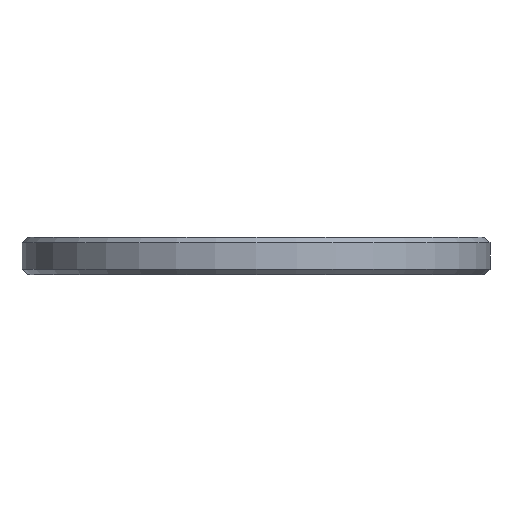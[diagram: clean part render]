
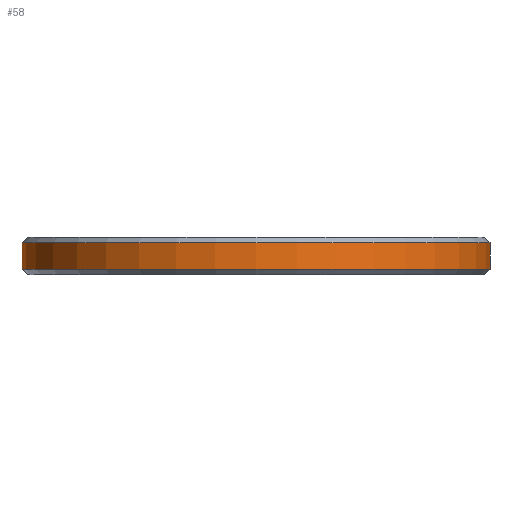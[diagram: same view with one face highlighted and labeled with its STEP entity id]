
A CAD part, front view. The second image highlights one B-rep face of the part: STEP entity #58.
In plain terms, the highlighted cylindrical face has radius 29 mm (diameter 58 mm), a full revolution.
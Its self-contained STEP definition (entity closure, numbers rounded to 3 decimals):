
#58 = ADVANCED_FACE('',(#59),#73,.T.);
#59 = FACE_BOUND('',#60,.F.);
#60 = EDGE_LOOP('',(#61,#91,#118,#119));
#61 = ORIENTED_EDGE('',*,*,#62,.T.);
#62 = EDGE_CURVE('',#63,#65,#67,.T.);
#63 = VERTEX_POINT('',#64);
#64 = CARTESIAN_POINT('',(29.,0.,-0.7));
#65 = VERTEX_POINT('',#66);
#66 = CARTESIAN_POINT('',(29.,0.,-3.931));
#67 = SEAM_CURVE('',#68,(#72,#84),.PCURVE_S1.);
#68 = LINE('',#69,#70);
#69 = CARTESIAN_POINT('',(29.,0.,0.));
#70 = VECTOR('',#71,1.);
#71 = DIRECTION('',(0.,-0.,-1.));
#72 = PCURVE('',#73,#78);
#73 = CYLINDRICAL_SURFACE('',#74,29.);
#74 = AXIS2_PLACEMENT_3D('',#75,#76,#77);
#75 = CARTESIAN_POINT('',(0.,0.,0.));
#76 = DIRECTION('',(0.,-0.,-1.));
#77 = DIRECTION('',(1.,0.,-0.));
#78 = DEFINITIONAL_REPRESENTATION('',(#79),#83);
#79 = LINE('',#80,#81);
#80 = CARTESIAN_POINT('',(-6.283,-0.));
#81 = VECTOR('',#82,1.);
#82 = DIRECTION('',(-0.,1.));
#83 = ( GEOMETRIC_REPRESENTATION_CONTEXT(2) 
PARAMETRIC_REPRESENTATION_CONTEXT() REPRESENTATION_CONTEXT('2D SPACE',''
  ) );
#84 = PCURVE('',#73,#85);
#85 = DEFINITIONAL_REPRESENTATION('',(#86),#90);
#86 = LINE('',#87,#88);
#87 = CARTESIAN_POINT('',(-0.,-0.));
#88 = VECTOR('',#89,1.);
#89 = DIRECTION('',(-0.,1.));
#90 = ( GEOMETRIC_REPRESENTATION_CONTEXT(2) 
PARAMETRIC_REPRESENTATION_CONTEXT() REPRESENTATION_CONTEXT('2D SPACE',''
  ) );
#91 = ORIENTED_EDGE('',*,*,#92,.F.);
#92 = EDGE_CURVE('',#65,#65,#93,.T.);
#93 = SURFACE_CURVE('',#94,(#99,#106),.PCURVE_S1.);
#94 = CIRCLE('',#95,29.);
#95 = AXIS2_PLACEMENT_3D('',#96,#97,#98);
#96 = CARTESIAN_POINT('',(0.,0.,-3.931));
#97 = DIRECTION('',(0.,0.,1.));
#98 = DIRECTION('',(1.,-0.,-0.));
#99 = PCURVE('',#73,#100);
#100 = DEFINITIONAL_REPRESENTATION('',(#101),#105);
#101 = LINE('',#102,#103);
#102 = CARTESIAN_POINT('',(-0.,3.931));
#103 = VECTOR('',#104,1.);
#104 = DIRECTION('',(-1.,0.));
#105 = ( GEOMETRIC_REPRESENTATION_CONTEXT(2) 
PARAMETRIC_REPRESENTATION_CONTEXT() REPRESENTATION_CONTEXT('2D SPACE',''
  ) );
#106 = PCURVE('',#107,#112);
#107 = CONICAL_SURFACE('',#108,29.,0.785);
#108 = AXIS2_PLACEMENT_3D('',#109,#110,#111);
#109 = CARTESIAN_POINT('',(0.,0.,-3.931));
#110 = DIRECTION('',(0.,0.,1.));
#111 = DIRECTION('',(1.,-0.,-0.));
#112 = DEFINITIONAL_REPRESENTATION('',(#113),#117);
#113 = LINE('',#114,#115);
#114 = CARTESIAN_POINT('',(0.,-0.));
#115 = VECTOR('',#116,1.);
#116 = DIRECTION('',(1.,-0.));
#117 = ( GEOMETRIC_REPRESENTATION_CONTEXT(2) 
PARAMETRIC_REPRESENTATION_CONTEXT() REPRESENTATION_CONTEXT('2D SPACE',''
  ) );
#118 = ORIENTED_EDGE('',*,*,#62,.F.);
#119 = ORIENTED_EDGE('',*,*,#120,.T.);
#120 = EDGE_CURVE('',#63,#63,#121,.T.);
#121 = SURFACE_CURVE('',#122,(#127,#134),.PCURVE_S1.);
#122 = CIRCLE('',#123,29.);
#123 = AXIS2_PLACEMENT_3D('',#124,#125,#126);
#124 = CARTESIAN_POINT('',(0.,0.,-0.7));
#125 = DIRECTION('',(0.,0.,1.));
#126 = DIRECTION('',(1.,-0.,-0.));
#127 = PCURVE('',#73,#128);
#128 = DEFINITIONAL_REPRESENTATION('',(#129),#133);
#129 = LINE('',#130,#131);
#130 = CARTESIAN_POINT('',(-0.,0.7));
#131 = VECTOR('',#132,1.);
#132 = DIRECTION('',(-1.,0.));
#133 = ( GEOMETRIC_REPRESENTATION_CONTEXT(2) 
PARAMETRIC_REPRESENTATION_CONTEXT() REPRESENTATION_CONTEXT('2D SPACE',''
  ) );
#134 = PCURVE('',#135,#140);
#135 = CONICAL_SURFACE('',#136,29.,0.785);
#136 = AXIS2_PLACEMENT_3D('',#137,#138,#139);
#137 = CARTESIAN_POINT('',(0.,0.,-0.7));
#138 = DIRECTION('',(0.,0.,-1.));
#139 = DIRECTION('',(1.,-0.,-0.));
#140 = DEFINITIONAL_REPRESENTATION('',(#141),#145);
#141 = LINE('',#142,#143);
#142 = CARTESIAN_POINT('',(-0.,-0.));
#143 = VECTOR('',#144,1.);
#144 = DIRECTION('',(-1.,-0.));
#145 = ( GEOMETRIC_REPRESENTATION_CONTEXT(2) 
PARAMETRIC_REPRESENTATION_CONTEXT() REPRESENTATION_CONTEXT('2D SPACE',''
  ) );
